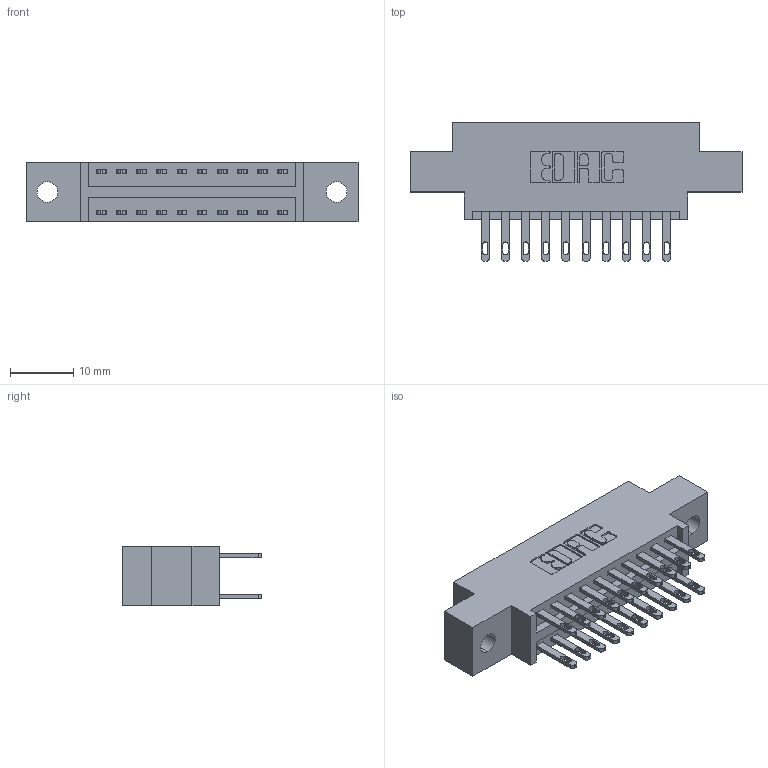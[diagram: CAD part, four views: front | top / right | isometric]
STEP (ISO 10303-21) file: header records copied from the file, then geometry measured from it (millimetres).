
FILE_DESCRIPTION (( 'STEP AP203' ), '1' );
FILE_NAME ('896-020-500-802.STEP', '2021-07-27T16:39:05', ( '' ), ( '' ), 'SwSTEP 2.0', 'SolidWorks 2020', '' );
FILE_SCHEMA (( 'CONFIG_CONTROL_DESIGN' ));
Length unit declared in the file: inch
Products named in the file (3): 896-020-500-802; 345-292-001_345-293-100; 846 Part_0.170 Offset - 0.128 Dia
Assembly tree (21 placements, depth 2):
  896-020-500-802
    846 Part_0.170 Offset - 0.128 Dia
    345-292-001_345-293-100  x20
Bounding box: 52.32 x 21.84 x 9.4 mm (x, y, z)
Volume: 4723.5 mm3; surface area: 6109.5 mm2
Topology: 21 solids, 21 shells, 1086 faces, 3281 edges, 2186 vertices
Faces by surface type: plane 660, cylinder 426
Entity records: 10899 total; most frequent: CARTESIAN_POINT 1840, ORIENTED_EDGE 1774, DIRECTION 1675, EDGE_CURVE 887, VECTOR 711, LINE 711, VERTEX_POINT 590, AXIS2_PLACEMENT_3D 482
